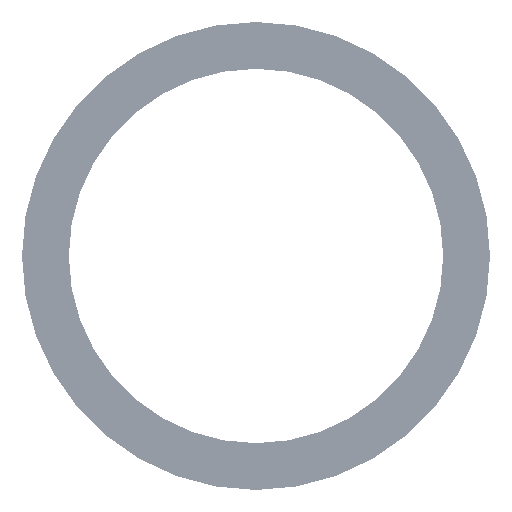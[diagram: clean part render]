
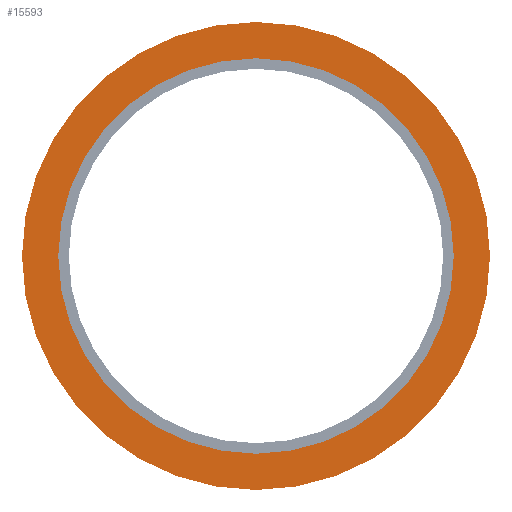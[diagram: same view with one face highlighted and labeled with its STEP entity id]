
A CAD part, left-side view. The second image highlights one B-rep face of the part: STEP entity #15593.
In plain terms, the highlighted planar face has unit normal (-1, 0, 0).
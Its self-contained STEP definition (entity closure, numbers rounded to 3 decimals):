
#340 = EDGE_CURVE ( 'NONE', #1853, #1853, #12283, .T. ) ;
#1853 = VERTEX_POINT ( 'NONE', #10897 ) ;
#7120 = DIRECTION ( 'NONE',  ( -1., 0., 0. ) ) ;
#7720 = AXIS2_PLACEMENT_3D ( 'NONE', #33875, #12457, #37451 ) ;
#10897 = CARTESIAN_POINT ( 'NONE',  ( 2.2, 0., 20. ) ) ;
#12283 = CIRCLE ( 'NONE', #7720, 20. ) ;
#12457 = DIRECTION ( 'NONE',  ( -1., 0., 0. ) ) ;
#12731 = AXIS2_PLACEMENT_3D ( 'NONE', #28494, #7120, #32106 ) ;
#15193 = EDGE_CURVE ( 'NONE', #26950, #26950, #29013, .T. ) ;
#15593 = ADVANCED_FACE ( 'NONE', ( #33470, #41845 ), #41091, .F. ) ;
#16277 = DIRECTION ( 'NONE',  ( 0., 0., -1. ) ) ;
#18710 = ORIENTED_EDGE ( 'NONE', *, *, #15193, .F. ) ;
#19704 = CARTESIAN_POINT ( 'NONE',  ( 2.2, 20., 0. ) ) ;
#24775 = EDGE_LOOP ( 'NONE', ( #45030 ) ) ;
#26021 = CARTESIAN_POINT ( 'NONE',  ( 2.2, 0., -16.9 ) ) ;
#26950 = VERTEX_POINT ( 'NONE', #26021 ) ;
#28494 = CARTESIAN_POINT ( 'NONE',  ( 2.2, 0., 0. ) ) ;
#29013 = CIRCLE ( 'NONE', #12731, 16.9 ) ;
#29106 = EDGE_LOOP ( 'NONE', ( #18710 ) ) ;
#32106 = DIRECTION ( 'NONE',  ( 0., 0., -1. ) ) ;
#32525 = AXIS2_PLACEMENT_3D ( 'NONE', #19704, #37673, #16277 ) ;
#33470 = FACE_BOUND ( 'NONE', #29106, .T. ) ;
#33875 = CARTESIAN_POINT ( 'NONE',  ( 2.2, 0., 0. ) ) ;
#37451 = DIRECTION ( 'NONE',  ( 0., 0., 1. ) ) ;
#37673 = DIRECTION ( 'NONE',  ( 1., 0., 0. ) ) ;
#41091 = PLANE ( 'NONE',  #32525 ) ;
#41845 = FACE_OUTER_BOUND ( 'NONE', #24775, .T. ) ;
#45030 = ORIENTED_EDGE ( 'NONE', *, *, #340, .T. ) ;
